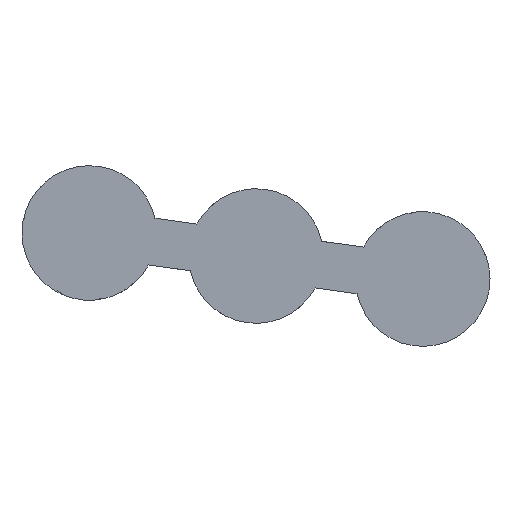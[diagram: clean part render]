
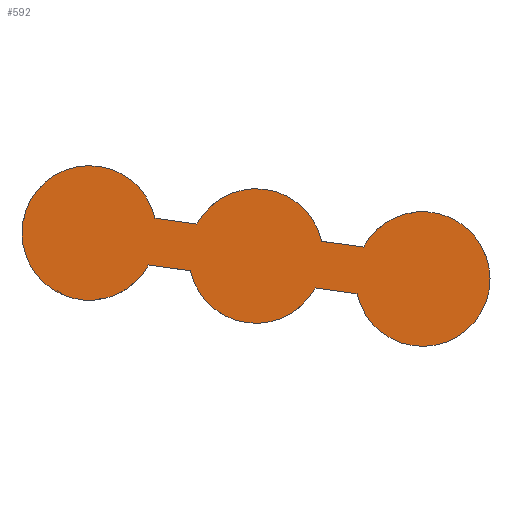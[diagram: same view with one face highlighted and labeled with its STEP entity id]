
A CAD part, front view. The second image highlights one B-rep face of the part: STEP entity #592.
In plain terms, the highlighted planar face has unit normal (0, -1, 0).
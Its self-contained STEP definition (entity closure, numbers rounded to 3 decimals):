
#5 = EDGE_CURVE ( 'NONE', #603, #39, #360, .T. ) ;
#21 = CARTESIAN_POINT ( 'NONE',  ( 4.953, 0., -0.684 ) ) ;
#25 = CARTESIAN_POINT ( 'NONE',  ( 1.952, 0., 0.437 ) ) ;
#28 = CARTESIAN_POINT ( 'NONE',  ( 9.906, 0., -1.369 ) ) ;
#30 = EDGE_CURVE ( 'NONE', #39, #494, #657, .T. ) ;
#32 = CARTESIAN_POINT ( 'NONE',  ( -0.096, 0., -0.693 ) ) ;
#39 = VERTEX_POINT ( 'NONE', #368 ) ;
#40 = DIRECTION ( 'NONE',  ( 0., 1., 0. ) ) ;
#54 = DIRECTION ( 'NONE',  ( 0., 0., 1. ) ) ;
#59 = ORIENTED_EDGE ( 'NONE', *, *, #597, .F. ) ;
#90 = CARTESIAN_POINT ( 'NONE',  ( 6.713, 0., -1.634 ) ) ;
#98 = VERTEX_POINT ( 'NONE', #547 ) ;
#99 = CIRCLE ( 'NONE', #299, 2. ) ;
#104 = EDGE_LOOP ( 'NONE', ( #131, #637, #160, #212, #179, #548, #640, #411, #528, #59 ) ) ;
#105 = DIRECTION ( 'NONE',  ( 0., 1., 0. ) ) ;
#116 = DIRECTION ( 'NONE',  ( 0., 1., 0. ) ) ;
#131 = ORIENTED_EDGE ( 'NONE', *, *, #679, .T. ) ;
#134 = DIRECTION ( 'NONE',  ( 0.991, 0., -0.137 ) ) ;
#142 = CARTESIAN_POINT ( 'NONE',  ( 8.146, 0., -0.419 ) ) ;
#145 = AXIS2_PLACEMENT_3D ( 'NONE', #224, #40, #459 ) ;
#148 = DIRECTION ( 'NONE',  ( 0.991, 0., -0.137 ) ) ;
#160 = ORIENTED_EDGE ( 'NONE', *, *, #697, .T. ) ;
#162 = CARTESIAN_POINT ( 'NONE',  ( 0., 0., 0. ) ) ;
#178 = CARTESIAN_POINT ( 'NONE',  ( 7.954, 0., -1.806 ) ) ;
#179 = ORIENTED_EDGE ( 'NONE', *, *, #710, .F. ) ;
#190 = CARTESIAN_POINT ( 'NONE',  ( 0.096, 0., 0.693 ) ) ;
#196 = VECTOR ( 'NONE', #148, 1000. ) ;
#212 = ORIENTED_EDGE ( 'NONE', *, *, #303, .F. ) ;
#213 = LINE ( 'NONE', #565, #285 ) ;
#224 = CARTESIAN_POINT ( 'NONE',  ( 0., 0., 0. ) ) ;
#230 = DIRECTION ( 'NONE',  ( -0.181, 0., 0.984 ) ) ;
#269 = DIRECTION ( 'NONE',  ( -0.181, 0., 0.984 ) ) ;
#285 = VECTOR ( 'NONE', #448, 1000. ) ;
#294 = CARTESIAN_POINT ( 'NONE',  ( -2., 0., 0. ) ) ;
#295 = VERTEX_POINT ( 'NONE', #178 ) ;
#299 = AXIS2_PLACEMENT_3D ( 'NONE', #162, #105, #340 ) ;
#303 = EDGE_CURVE ( 'NONE', #416, #295, #316, .T. ) ;
#316 = CIRCLE ( 'NONE', #488, 2. ) ;
#325 = DIRECTION ( 'NONE',  ( 0., 1., 0. ) ) ;
#327 = CARTESIAN_POINT ( 'NONE',  ( 3.193, 0., 0.265 ) ) ;
#328 = EDGE_CURVE ( 'NONE', #335, #714, #520, .T. ) ;
#332 = LINE ( 'NONE', #32, #196 ) ;
#335 = VERTEX_POINT ( 'NONE', #294 ) ;
#340 = DIRECTION ( 'NONE',  ( 0., 0., 1. ) ) ;
#360 = CIRCLE ( 'NONE', #621, 2. ) ;
#364 = VERTEX_POINT ( 'NONE', #563 ) ;
#368 = CARTESIAN_POINT ( 'NONE',  ( 6.905, 0., -0.247 ) ) ;
#377 = VECTOR ( 'NONE', #134, 1000. ) ;
#388 = EDGE_CURVE ( 'NONE', #661, #364, #584, .T. ) ;
#392 = DIRECTION ( 'NONE',  ( 0., 1., 0. ) ) ;
#402 = CIRCLE ( 'NONE', #437, 2. ) ;
#407 = CARTESIAN_POINT ( 'NONE',  ( 9.906, 0., -1.369 ) ) ;
#411 = ORIENTED_EDGE ( 'NONE', *, *, #529, .F. ) ;
#416 = VERTEX_POINT ( 'NONE', #636 ) ;
#437 = AXIS2_PLACEMENT_3D ( 'NONE', #28, #325, #269 ) ;
#448 = DIRECTION ( 'NONE',  ( 0.991, 0., -0.137 ) ) ;
#452 = PLANE ( 'NONE',  #145 ) ;
#459 = DIRECTION ( 'NONE',  ( 0., 0., 1. ) ) ;
#488 = AXIS2_PLACEMENT_3D ( 'NONE', #407, #587, #230 ) ;
#494 = VERTEX_POINT ( 'NONE', #142 ) ;
#498 = CARTESIAN_POINT ( 'NONE',  ( -0.096, 0., -0.693 ) ) ;
#502 = DIRECTION ( 'NONE',  ( 0.991, 0., -0.137 ) ) ;
#506 = CARTESIAN_POINT ( 'NONE',  ( 4.953, 0., -0.684 ) ) ;
#520 = CIRCLE ( 'NONE', #768, 2. ) ;
#528 = ORIENTED_EDGE ( 'NONE', *, *, #328, .F. ) ;
#529 = EDGE_CURVE ( 'NONE', #714, #603, #213, .T. ) ;
#547 = CARTESIAN_POINT ( 'NONE',  ( 1.76, 0., -0.95 ) ) ;
#548 = ORIENTED_EDGE ( 'NONE', *, *, #30, .F. ) ;
#554 = LINE ( 'NONE', #498, #724 ) ;
#563 = CARTESIAN_POINT ( 'NONE',  ( 3.001, 0., -1.121 ) ) ;
#565 = CARTESIAN_POINT ( 'NONE',  ( 0.096, 0., 0.693 ) ) ;
#584 = CIRCLE ( 'NONE', #685, 2. ) ;
#587 = DIRECTION ( 'NONE',  ( 0., 1., 0. ) ) ;
#592 = ADVANCED_FACE ( 'NONE', ( #622 ), #452, .F. ) ;
#597 = EDGE_CURVE ( 'NONE', #98, #335, #99, .T. ) ;
#599 = DIRECTION ( 'NONE',  ( 0., 0., 1. ) ) ;
#603 = VERTEX_POINT ( 'NONE', #327 ) ;
#621 = AXIS2_PLACEMENT_3D ( 'NONE', #21, #723, #599 ) ;
#622 = FACE_OUTER_BOUND ( 'NONE', #104, .T. ) ;
#636 = CARTESIAN_POINT ( 'NONE',  ( 11.873, 0., -1.008 ) ) ;
#637 = ORIENTED_EDGE ( 'NONE', *, *, #388, .F. ) ;
#639 = CARTESIAN_POINT ( 'NONE',  ( 0., 0., 0. ) ) ;
#640 = ORIENTED_EDGE ( 'NONE', *, *, #5, .F. ) ;
#657 = LINE ( 'NONE', #190, #377 ) ;
#661 = VERTEX_POINT ( 'NONE', #90 ) ;
#679 = EDGE_CURVE ( 'NONE', #98, #364, #554, .T. ) ;
#685 = AXIS2_PLACEMENT_3D ( 'NONE', #506, #392, #737 ) ;
#697 = EDGE_CURVE ( 'NONE', #661, #295, #332, .T. ) ;
#710 = EDGE_CURVE ( 'NONE', #494, #416, #402, .T. ) ;
#714 = VERTEX_POINT ( 'NONE', #25 ) ;
#723 = DIRECTION ( 'NONE',  ( 0., 1., 0. ) ) ;
#724 = VECTOR ( 'NONE', #502, 1000. ) ;
#737 = DIRECTION ( 'NONE',  ( 0., 0., 1. ) ) ;
#768 = AXIS2_PLACEMENT_3D ( 'NONE', #639, #116, #54 ) ;
